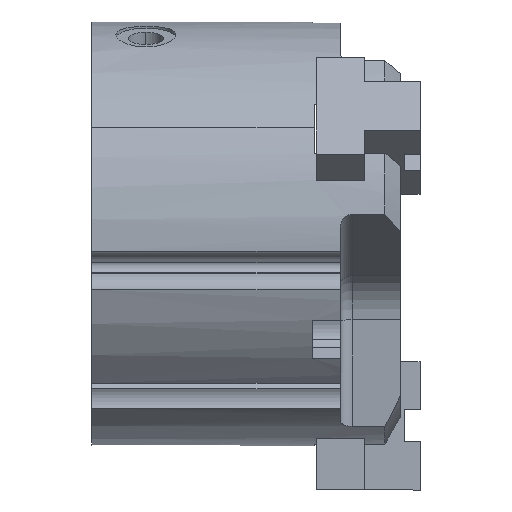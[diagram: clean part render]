
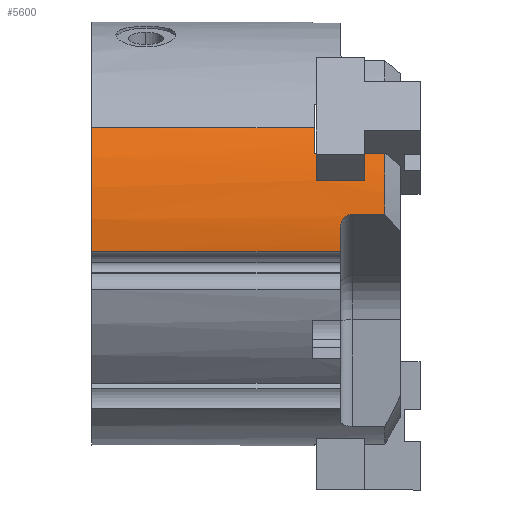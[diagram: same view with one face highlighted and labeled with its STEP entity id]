
A CAD part, left-side view. The second image highlights one B-rep face of the part: STEP entity #5600.
In plain terms, the highlighted cylindrical face has radius 53 mm (diameter 106 mm), a partial arc.
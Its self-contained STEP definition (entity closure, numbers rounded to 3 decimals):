
#2 = EDGE_CURVE ( 'NONE', #294, #8557, #6825, .T. ) ;
#24 = CARTESIAN_POINT ( 'NONE',  ( -59.983, 15., -177.956 ) ) ;
#200 = CARTESIAN_POINT ( 'NONE',  ( -59.88, 14.347, -175.734 ) ) ;
#214 = DIRECTION ( 'NONE',  ( 0., -1., 0. ) ) ;
#272 = ORIENTED_EDGE ( 'NONE', *, *, #9136, .F. ) ;
#275 = DIRECTION ( 'NONE',  ( 0., -1., 0. ) ) ;
#294 = VERTEX_POINT ( 'NONE', #8573 ) ;
#599 = CIRCLE ( 'NONE', #5067, 53. ) ;
#617 = VERTEX_POINT ( 'NONE', #24 ) ;
#622 = VECTOR ( 'NONE', #8831, 1000. ) ;
#691 = ORIENTED_EDGE ( 'NONE', *, *, #2752, .T. ) ;
#740 = CARTESIAN_POINT ( 'NONE',  ( -52.899, 21.5, -152.807 ) ) ;
#846 = VECTOR ( 'NONE', #5183, 1000. ) ;
#871 = VERTEX_POINT ( 'NONE', #1081 ) ;
#943 = DIRECTION ( 'NONE',  ( -0.866, 0., 0.5 ) ) ;
#961 = AXIS2_PLACEMENT_3D ( 'NONE', #4795, #7380, #1397 ) ;
#996 = EDGE_CURVE ( 'NONE', #6404, #8055, #10805, .T. ) ;
#1007 = CARTESIAN_POINT ( 'NONE',  ( -59.844, 13.932, -175.24 ) ) ;
#1081 = CARTESIAN_POINT ( 'NONE',  ( -59.818, 15., -183.697 ) ) ;
#1397 = DIRECTION ( 'NONE',  ( -0.866, 0., 0.5 ) ) ;
#1494 = CIRCLE ( 'NONE', #6668, 53. ) ;
#1526 = AXIS2_PLACEMENT_3D ( 'NONE', #6797, #1659, #7666 ) ;
#1606 = VECTOR ( 'NONE', #2468, 1000. ) ;
#1659 = DIRECTION ( 'NONE',  ( 0., -1., 0. ) ) ;
#1837 = CARTESIAN_POINT ( 'NONE',  ( -59.812, 13.431, -174.846 ) ) ;
#1899 = EDGE_CURVE ( 'NONE', #871, #617, #1494, .T. ) ;
#1976 = VERTEX_POINT ( 'NONE', #8592 ) ;
#1996 = EDGE_CURVE ( 'NONE', #617, #8055, #3666, .T. ) ;
#2034 = EDGE_CURVE ( 'NONE', #4230, #6011, #4706, .T. ) ;
#2206 = EDGE_CURVE ( 'NONE', #9419, #8557, #8193, .T. ) ;
#2260 = EDGE_CURVE ( 'NONE', #6011, #1976, #7107, .T. ) ;
#2351 = CARTESIAN_POINT ( 'NONE',  ( -58.269, 21., -165.873 ) ) ;
#2468 = DIRECTION ( 'NONE',  ( 0., -1., 0. ) ) ;
#2476 = DIRECTION ( 'NONE',  ( 0., 1., 0. ) ) ;
#2598 = EDGE_CURVE ( 'NONE', #1976, #4244, #10461, .T. ) ;
#2690 = CARTESIAN_POINT ( 'NONE',  ( -59.788, 12.847, -174.57 ) ) ;
#2752 = EDGE_CURVE ( 'NONE', #6404, #9141, #599, .T. ) ;
#2756 = DIRECTION ( 'NONE',  ( 0., 1., 0. ) ) ;
#2771 = DIRECTION ( 'NONE',  ( 0., -1., 0. ) ) ;
#2813 = CARTESIAN_POINT ( 'NONE',  ( -59.818, 38.5, -183.697 ) ) ;
#2818 = LINE ( 'NONE', #2813, #622 ) ;
#2826 = ORIENTED_EDGE ( 'NONE', *, *, #9470, .F. ) ;
#2833 = ORIENTED_EDGE ( 'NONE', *, *, #1899, .T. ) ;
#3023 = CYLINDRICAL_SURFACE ( 'NONE', #961, 53. ) ;
#3034 = ORIENTED_EDGE ( 'NONE', *, *, #2598, .F. ) ;
#3182 = VERTEX_POINT ( 'NONE', #4771 ) ;
#3551 = CARTESIAN_POINT ( 'NONE',  ( -59.776, 12.217, -174.438 ) ) ;
#3666 = B_SPLINE_CURVE_WITH_KNOTS ( 'NONE', 3,
 ( #5211, #6938, #9535, #4390, #10407, #5252, #200, #6120, #1007, #6978, #1837, #7837, #2690, #8703, #3551, #9573 ),
 .UNSPECIFIED., .F., .F.,
 ( 4, 2, 2, 2, 2, 2, 2, 4 ),
 ( 0., 0.001, 0.002, 0.003, 0.003, 0.004, 0.004, 0.005 ),
 .UNSPECIFIED. ) ;
#3708 = ORIENTED_EDGE ( 'NONE', *, *, #9114, .F. ) ;
#3900 = LINE ( 'NONE', #7576, #1606 ) ;
#4122 = CIRCLE ( 'NONE', #1526, 53. ) ;
#4230 = VERTEX_POINT ( 'NONE', #7229 ) ;
#4244 = VERTEX_POINT ( 'NONE', #8129 ) ;
#4246 = DIRECTION ( 'NONE',  ( 0., 1., 0. ) ) ;
#4320 = ORIENTED_EDGE ( 'NONE', *, *, #1996, .T. ) ;
#4390 = CARTESIAN_POINT ( 'NONE',  ( -59.926, 14.742, -176.494 ) ) ;
#4393 = DIRECTION ( 'NONE',  ( 0., 1., 0. ) ) ;
#4514 = ORIENTED_EDGE ( 'NONE', *, *, #996, .F. ) ;
#4585 = EDGE_CURVE ( 'NONE', #9419, #3182, #4122, .T. ) ;
#4706 = CIRCLE ( 'NONE', #6451, 53. ) ;
#4771 = CARTESIAN_POINT ( 'NONE',  ( -55.997, 21.5, -159.101 ) ) ;
#4795 = CARTESIAN_POINT ( 'NONE',  ( -7., 77., -179.307 ) ) ;
#5067 = AXIS2_PLACEMENT_3D ( 'NONE', #9541, #4393, #10413 ) ;
#5096 = ORIENTED_EDGE ( 'NONE', *, *, #2034, .F. ) ;
#5183 = DIRECTION ( 'NONE',  ( 0., 1., 0. ) ) ;
#5211 = CARTESIAN_POINT ( 'NONE',  ( -59.983, 15., -177.956 ) ) ;
#5252 = CARTESIAN_POINT ( 'NONE',  ( -59.892, 14.462, -175.914 ) ) ;
#5275 = CARTESIAN_POINT ( 'NONE',  ( -59.776, 12., -174.438 ) ) ;
#5300 = AXIS2_PLACEMENT_3D ( 'NONE', #7619, #2476, #8486 ) ;
#5322 = CARTESIAN_POINT ( 'NONE',  ( -7., 21., -179.307 ) ) ;
#5329 = CARTESIAN_POINT ( 'NONE',  ( -55.997, 77., -159.101 ) ) ;
#5371 = VECTOR ( 'NONE', #2771, 1000. ) ;
#5530 = ORIENTED_EDGE ( 'NONE', *, *, #4585, .F. ) ;
#5546 = CARTESIAN_POINT ( 'NONE',  ( -59.776, 3.753, -174.438 ) ) ;
#5600 = ADVANCED_FACE ( 'NONE', ( #7584 ), #3023, .T. ) ;
#5729 = ORIENTED_EDGE ( 'NONE', *, *, #2206, .T. ) ;
#6011 = VERTEX_POINT ( 'NONE', #2351 ) ;
#6120 = CARTESIAN_POINT ( 'NONE',  ( -59.856, 14.082, -175.397 ) ) ;
#6185 = DIRECTION ( 'NONE',  ( -0.866, 0., 0.5 ) ) ;
#6227 = ORIENTED_EDGE ( 'NONE', *, *, #2260, .F. ) ;
#6404 = VERTEX_POINT ( 'NONE', #5546 ) ;
#6451 = AXIS2_PLACEMENT_3D ( 'NONE', #5322, #275, #6185 ) ;
#6668 = AXIS2_PLACEMENT_3D ( 'NONE', #9385, #4246, #10250 ) ;
#6777 = CARTESIAN_POINT ( 'NONE',  ( -52.899, 77., -152.807 ) ) ;
#6797 = CARTESIAN_POINT ( 'NONE',  ( -7., 21.5, -179.307 ) ) ;
#6825 = CIRCLE ( 'NONE', #9441, 53. ) ;
#6938 = CARTESIAN_POINT ( 'NONE',  ( -59.972, 15., -177.524 ) ) ;
#6947 = CARTESIAN_POINT ( 'NONE',  ( -58.269, 77., -165.873 ) ) ;
#6978 = CARTESIAN_POINT ( 'NONE',  ( -59.822, 13.607, -174.966 ) ) ;
#7107 = LINE ( 'NONE', #6947, #9126 ) ;
#7229 = CARTESIAN_POINT ( 'NONE',  ( -55.997, 21., -159.101 ) ) ;
#7380 = DIRECTION ( 'NONE',  ( 0., 1., 0. ) ) ;
#7576 = CARTESIAN_POINT ( 'NONE',  ( -55.997, 77., -159.101 ) ) ;
#7584 = FACE_OUTER_BOUND ( 'NONE', #9628, .T. ) ;
#7619 = CARTESIAN_POINT ( 'NONE',  ( -7., 9., -179.307 ) ) ;
#7655 = LINE ( 'NONE', #5329, #5371 ) ;
#7666 = DIRECTION ( 'NONE',  ( -0.866, 0., 0.5 ) ) ;
#7837 = CARTESIAN_POINT ( 'NONE',  ( -59.795, 13.048, -174.646 ) ) ;
#7957 = CARTESIAN_POINT ( 'NONE',  ( -55.997, 3.753, -159.101 ) ) ;
#8055 = VERTEX_POINT ( 'NONE', #5275 ) ;
#8129 = CARTESIAN_POINT ( 'NONE',  ( -55.997, 9., -159.101 ) ) ;
#8193 = LINE ( 'NONE', #8605, #846 ) ;
#8476 = VECTOR ( 'NONE', #2756, 1000. ) ;
#8486 = DIRECTION ( 'NONE',  ( 0.866, 0., -0.5 ) ) ;
#8557 = VERTEX_POINT ( 'NONE', #6777 ) ;
#8573 = CARTESIAN_POINT ( 'NONE',  ( -59.818, 77., -183.697 ) ) ;
#8592 = CARTESIAN_POINT ( 'NONE',  ( -58.269, 9., -165.873 ) ) ;
#8605 = CARTESIAN_POINT ( 'NONE',  ( -52.899, 77., -152.807 ) ) ;
#8703 = CARTESIAN_POINT ( 'NONE',  ( -59.778, 12.433, -174.466 ) ) ;
#8831 = DIRECTION ( 'NONE',  ( 0., 1., 0. ) ) ;
#9114 = EDGE_CURVE ( 'NONE', #3182, #4230, #7655, .T. ) ;
#9126 = VECTOR ( 'NONE', #214, 1000. ) ;
#9136 = EDGE_CURVE ( 'NONE', #871, #294, #2818, .T. ) ;
#9141 = VERTEX_POINT ( 'NONE', #7957 ) ;
#9385 = CARTESIAN_POINT ( 'NONE',  ( -7., 15., -179.307 ) ) ;
#9419 = VERTEX_POINT ( 'NONE', #740 ) ;
#9441 = AXIS2_PLACEMENT_3D ( 'NONE', #10712, #10793, #943 ) ;
#9470 = EDGE_CURVE ( 'NONE', #4244, #9141, #3900, .T. ) ;
#9535 = CARTESIAN_POINT ( 'NONE',  ( -59.956, 14.937, -177.104 ) ) ;
#9541 = CARTESIAN_POINT ( 'NONE',  ( -7., 3.753, -179.307 ) ) ;
#9573 = CARTESIAN_POINT ( 'NONE',  ( -59.776, 12., -174.438 ) ) ;
#9628 = EDGE_LOOP ( 'NONE', ( #5530, #5729, #10898, #272, #2833, #4320, #4514, #691, #2826, #3034, #6227, #5096, #3708 ) ) ;
#10250 = DIRECTION ( 'NONE',  ( 0.866, 0., -0.5 ) ) ;
#10407 = CARTESIAN_POINT ( 'NONE',  ( -59.915, 14.659, -176.293 ) ) ;
#10413 = DIRECTION ( 'NONE',  ( -0.866, 0., 0.5 ) ) ;
#10461 = CIRCLE ( 'NONE', #5300, 53. ) ;
#10473 = CARTESIAN_POINT ( 'NONE',  ( -59.776, 77., -174.438 ) ) ;
#10712 = CARTESIAN_POINT ( 'NONE',  ( -7., 77., -179.307 ) ) ;
#10793 = DIRECTION ( 'NONE',  ( 0., 1., 0. ) ) ;
#10805 = LINE ( 'NONE', #10473, #8476 ) ;
#10898 = ORIENTED_EDGE ( 'NONE', *, *, #2, .F. ) ;
